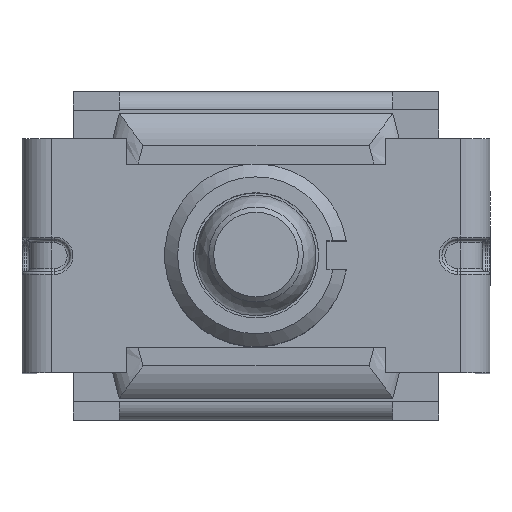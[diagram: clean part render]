
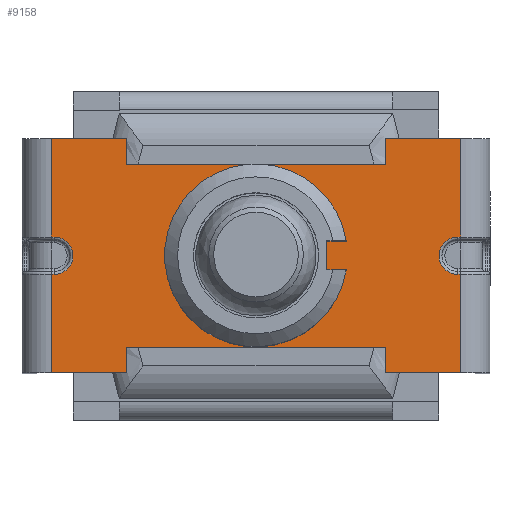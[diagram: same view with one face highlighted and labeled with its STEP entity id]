
A CAD part, top view. The second image highlights one B-rep face of the part: STEP entity #9158.
In plain terms, the highlighted planar face has unit normal (0, 0, 1).
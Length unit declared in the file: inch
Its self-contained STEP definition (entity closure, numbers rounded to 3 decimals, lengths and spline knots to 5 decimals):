
#104=FACE_BOUND('',#1194,.T.);
#295=PLANE('',#9736);
#647=FACE_OUTER_BOUND('',#1193,.T.);
#1193=EDGE_LOOP('',(#6415,#6416,#6417,#6418,#6419,#6420,#6421,#6422,#6423,
#6424,#6425,#6426,#6427,#6428,#6429,#6430,#6431,#6432,#6433,#6434));
#1194=EDGE_LOOP('',(#6435,#6436,#6437,#6438));
#1749=LINE('',#13441,#2786);
#1753=LINE('',#13449,#2790);
#1758=LINE('',#13475,#2795);
#1760=LINE('',#13482,#2797);
#1761=LINE('',#13484,#2798);
#1762=LINE('',#13486,#2799);
#1763=LINE('',#13488,#2800);
#1764=LINE('',#13490,#2801);
#1765=LINE('',#13492,#2802);
#1766=LINE('',#13494,#2803);
#1767=LINE('',#13496,#2804);
#1768=LINE('',#13498,#2805);
#1769=LINE('',#13502,#2806);
#1770=LINE('',#13504,#2807);
#1771=LINE('',#13506,#2808);
#1772=LINE('',#13508,#2809);
#1773=LINE('',#13510,#2810);
#1774=LINE('',#13512,#2811);
#1775=LINE('',#13514,#2812);
#1776=LINE('',#13516,#2813);
#1777=LINE('',#13518,#2814);
#2786=VECTOR('',#10628,0.3937);
#2790=VECTOR('',#10634,0.3937);
#2795=VECTOR('',#10655,0.3937);
#2797=VECTOR('',#10663,0.3937);
#2798=VECTOR('',#10664,0.3937);
#2799=VECTOR('',#10665,0.3937);
#2800=VECTOR('',#10666,0.3937);
#2801=VECTOR('',#10667,0.3937);
#2802=VECTOR('',#10668,0.3937);
#2803=VECTOR('',#10669,0.3937);
#2804=VECTOR('',#10670,0.3937);
#2805=VECTOR('',#10671,0.3937);
#2806=VECTOR('',#10674,0.3937);
#2807=VECTOR('',#10675,0.3937);
#2808=VECTOR('',#10676,0.3937);
#2809=VECTOR('',#10677,0.3937);
#2810=VECTOR('',#10678,0.3937);
#2811=VECTOR('',#10679,0.3937);
#2812=VECTOR('',#10680,0.3937);
#2813=VECTOR('',#10681,0.3937);
#2814=VECTOR('',#10682,0.3937);
#3830=CIRCLE('',#9735,0.125);
#3831=CIRCLE('',#9737,0.02559);
#3832=CIRCLE('',#9738,0.02559);
#4122=VERTEX_POINT('',#13439);
#4123=VERTEX_POINT('',#13440);
#4126=VERTEX_POINT('',#13448);
#4133=VERTEX_POINT('',#13474);
#4134=VERTEX_POINT('',#13480);
#4135=VERTEX_POINT('',#13481);
#4136=VERTEX_POINT('',#13483);
#4137=VERTEX_POINT('',#13485);
#4138=VERTEX_POINT('',#13487);
#4139=VERTEX_POINT('',#13489);
#4140=VERTEX_POINT('',#13491);
#4141=VERTEX_POINT('',#13493);
#4142=VERTEX_POINT('',#13495);
#4143=VERTEX_POINT('',#13497);
#4144=VERTEX_POINT('',#13499);
#4145=VERTEX_POINT('',#13501);
#4146=VERTEX_POINT('',#13503);
#4147=VERTEX_POINT('',#13505);
#4148=VERTEX_POINT('',#13507);
#4149=VERTEX_POINT('',#13509);
#4150=VERTEX_POINT('',#13511);
#4151=VERTEX_POINT('',#13513);
#4152=VERTEX_POINT('',#13515);
#4153=VERTEX_POINT('',#13517);
#4990=EDGE_CURVE('',#4122,#4123,#1749,.T.);
#4994=EDGE_CURVE('',#4126,#4122,#1753,.T.);
#5005=EDGE_CURVE('',#4123,#4133,#1758,.T.);
#5007=EDGE_CURVE('',#4133,#4126,#3830,.T.);
#5008=EDGE_CURVE('',#4134,#4135,#1760,.T.);
#5009=EDGE_CURVE('',#4134,#4136,#1761,.T.);
#5010=EDGE_CURVE('',#4137,#4136,#1762,.T.);
#5011=EDGE_CURVE('',#4137,#4138,#1763,.T.);
#5012=EDGE_CURVE('',#4138,#4139,#1764,.T.);
#5013=EDGE_CURVE('',#4139,#4140,#1765,.T.);
#5014=EDGE_CURVE('',#4141,#4140,#1766,.T.);
#5015=EDGE_CURVE('',#4141,#4142,#1767,.T.);
#5016=EDGE_CURVE('',#4143,#4142,#1768,.T.);
#5017=EDGE_CURVE('',#4144,#4143,#3831,.T.);
#5018=EDGE_CURVE('',#4145,#4144,#1769,.T.);
#5019=EDGE_CURVE('',#4145,#4146,#1770,.T.);
#5020=EDGE_CURVE('',#4147,#4146,#1771,.T.);
#5021=EDGE_CURVE('',#4147,#4148,#1772,.T.);
#5022=EDGE_CURVE('',#4148,#4149,#1773,.T.);
#5023=EDGE_CURVE('',#4149,#4150,#1774,.T.);
#5024=EDGE_CURVE('',#4151,#4150,#1775,.T.);
#5025=EDGE_CURVE('',#4151,#4152,#1776,.T.);
#5026=EDGE_CURVE('',#4153,#4152,#1777,.T.);
#5027=EDGE_CURVE('',#4135,#4153,#3832,.T.);
#6415=ORIENTED_EDGE('',*,*,#5008,.F.);
#6416=ORIENTED_EDGE('',*,*,#5009,.T.);
#6417=ORIENTED_EDGE('',*,*,#5010,.F.);
#6418=ORIENTED_EDGE('',*,*,#5011,.T.);
#6419=ORIENTED_EDGE('',*,*,#5012,.T.);
#6420=ORIENTED_EDGE('',*,*,#5013,.T.);
#6421=ORIENTED_EDGE('',*,*,#5014,.F.);
#6422=ORIENTED_EDGE('',*,*,#5015,.T.);
#6423=ORIENTED_EDGE('',*,*,#5016,.F.);
#6424=ORIENTED_EDGE('',*,*,#5017,.F.);
#6425=ORIENTED_EDGE('',*,*,#5018,.F.);
#6426=ORIENTED_EDGE('',*,*,#5019,.T.);
#6427=ORIENTED_EDGE('',*,*,#5020,.F.);
#6428=ORIENTED_EDGE('',*,*,#5021,.T.);
#6429=ORIENTED_EDGE('',*,*,#5022,.T.);
#6430=ORIENTED_EDGE('',*,*,#5023,.T.);
#6431=ORIENTED_EDGE('',*,*,#5024,.F.);
#6432=ORIENTED_EDGE('',*,*,#5025,.T.);
#6433=ORIENTED_EDGE('',*,*,#5026,.F.);
#6434=ORIENTED_EDGE('',*,*,#5027,.F.);
#6435=ORIENTED_EDGE('',*,*,#4994,.T.);
#6436=ORIENTED_EDGE('',*,*,#4990,.T.);
#6437=ORIENTED_EDGE('',*,*,#5005,.T.);
#6438=ORIENTED_EDGE('',*,*,#5007,.T.);
#9158=ADVANCED_FACE('',(#647,#104),#295,.T.);
#9735=AXIS2_PLACEMENT_3D('',#13478,#10659,#10660);
#9736=AXIS2_PLACEMENT_3D('',#13479,#10661,#10662);
#9737=AXIS2_PLACEMENT_3D('',#13500,#10672,#10673);
#9738=AXIS2_PLACEMENT_3D('',#13519,#10683,#10684);
#10628=DIRECTION('',(0.,-1.,0.));
#10634=DIRECTION('',(-1.,0.,0.));
#10655=DIRECTION('',(1.,0.,0.));
#10659=DIRECTION('center_axis',(0.,0.,
-1.));
#10660=DIRECTION('ref_axis',(0.987,0.161,0.));
#10661=DIRECTION('center_axis',(0.,0.,
1.));
#10662=DIRECTION('ref_axis',(-1.,0.,0.));
#10663=DIRECTION('',(1.,0.,0.));
#10664=DIRECTION('',(0.,-1.,0.));
#10665=DIRECTION('',(-1.,0.,0.));
#10666=DIRECTION('',(0.,1.,0.));
#10667=DIRECTION('',(1.,0.,0.));
#10668=DIRECTION('',(0.,-1.,0.));
#10669=DIRECTION('',(-1.,0.,0.));
#10670=DIRECTION('',(0.,1.,0.));
#10671=DIRECTION('',(1.,0.,0.));
#10672=DIRECTION('center_axis',(0.,0.,
1.));
#10673=DIRECTION('ref_axis',(-1.,0.,0.));
#10674=DIRECTION('',(-1.,0.,0.));
#10675=DIRECTION('',(0.,1.,0.));
#10676=DIRECTION('',(1.,0.,0.));
#10677=DIRECTION('',(0.,-1.,0.));
#10678=DIRECTION('',(-1.,0.,0.));
#10679=DIRECTION('',(0.,1.,0.));
#10680=DIRECTION('',(1.,0.,0.));
#10681=DIRECTION('',(0.,-1.,0.));
#10682=DIRECTION('',(-1.,0.,0.));
#10683=DIRECTION('center_axis',(0.,0.,
1.));
#10684=DIRECTION('ref_axis',(1.,0.,0.));
#13439=CARTESIAN_POINT('',(0.09705,0.02008,0.39016));
#13440=CARTESIAN_POINT('',(0.09705,-0.02008,0.39016));
#13441=CARTESIAN_POINT('',(0.09705,0.01004,0.39016));
#13448=CARTESIAN_POINT('',(0.12338,0.02008,0.39016));
#13449=CARTESIAN_POINT('',(0.06169,0.02008,0.39016));
#13474=CARTESIAN_POINT('',(0.12338,-0.02008,0.39016));
#13475=CARTESIAN_POINT('',(0.04852,-0.02008,0.39016));
#13478=CARTESIAN_POINT('Origin',(0.,0.,
0.39016));
#13479=CARTESIAN_POINT('Origin',(0.,0.,
0.39016));
#13480=CARTESIAN_POINT('',(-0.27992,-0.02559,0.39016));
#13481=CARTESIAN_POINT('',(-0.27598,-0.02559,0.39016));
#13482=CARTESIAN_POINT('',(-0.16004,-0.02559,0.39016));
#13483=CARTESIAN_POINT('',(-0.27992,-0.16004,0.39016));
#13484=CARTESIAN_POINT('',(-0.27992,0.08002,0.39016));
#13485=CARTESIAN_POINT('',(-0.17717,-0.16004,0.39016));
#13486=CARTESIAN_POINT('',(0.32008,-0.16004,0.39016));
#13487=CARTESIAN_POINT('',(-0.17717,-0.12539,0.39016));
#13488=CARTESIAN_POINT('',(-0.17717,-0.0627,0.39016));
#13489=CARTESIAN_POINT('',(0.17717,-0.12539,0.39016));
#13490=CARTESIAN_POINT('',(0.08858,-0.12539,0.39016));
#13491=CARTESIAN_POINT('',(0.17717,-0.16004,0.39016));
#13492=CARTESIAN_POINT('',(0.17717,-0.08002,0.39016));
#13493=CARTESIAN_POINT('',(0.27992,-0.16004,0.39016));
#13494=CARTESIAN_POINT('',(0.32008,-0.16004,0.39016));
#13495=CARTESIAN_POINT('',(0.27992,-0.02559,0.39016));
#13496=CARTESIAN_POINT('',(0.27992,-0.08002,0.39016));
#13497=CARTESIAN_POINT('',(0.27598,-0.02559,0.39016));
#13498=CARTESIAN_POINT('',(0.16004,-0.02559,0.39016));
#13499=CARTESIAN_POINT('',(0.27598,0.02559,0.39016));
#13500=CARTESIAN_POINT('Origin',(0.27598,0.,
0.39016));
#13501=CARTESIAN_POINT('',(0.27992,0.02559,0.39016));
#13502=CARTESIAN_POINT('',(0.16004,0.02559,0.39016));
#13503=CARTESIAN_POINT('',(0.27992,0.16004,0.39016));
#13504=CARTESIAN_POINT('',(0.27992,-0.08002,0.39016));
#13505=CARTESIAN_POINT('',(0.17717,0.16004,0.39016));
#13506=CARTESIAN_POINT('',(-0.32008,0.16004,0.39016));
#13507=CARTESIAN_POINT('',(0.17717,0.12539,0.39016));
#13508=CARTESIAN_POINT('',(0.17717,0.0627,0.39016));
#13509=CARTESIAN_POINT('',(-0.17717,0.12539,0.39016));
#13510=CARTESIAN_POINT('',(-0.08858,0.12539,0.39016));
#13511=CARTESIAN_POINT('',(-0.17717,0.16004,0.39016));
#13512=CARTESIAN_POINT('',(-0.17717,0.08002,0.39016));
#13513=CARTESIAN_POINT('',(-0.27992,0.16004,0.39016));
#13514=CARTESIAN_POINT('',(-0.32008,0.16004,0.39016));
#13515=CARTESIAN_POINT('',(-0.27992,0.02559,0.39016));
#13516=CARTESIAN_POINT('',(-0.27992,0.08002,0.39016));
#13517=CARTESIAN_POINT('',(-0.27598,0.02559,0.39016));
#13518=CARTESIAN_POINT('',(-0.16004,0.02559,0.39016));
#13519=CARTESIAN_POINT('Origin',(-0.27598,0.,
0.39016));
